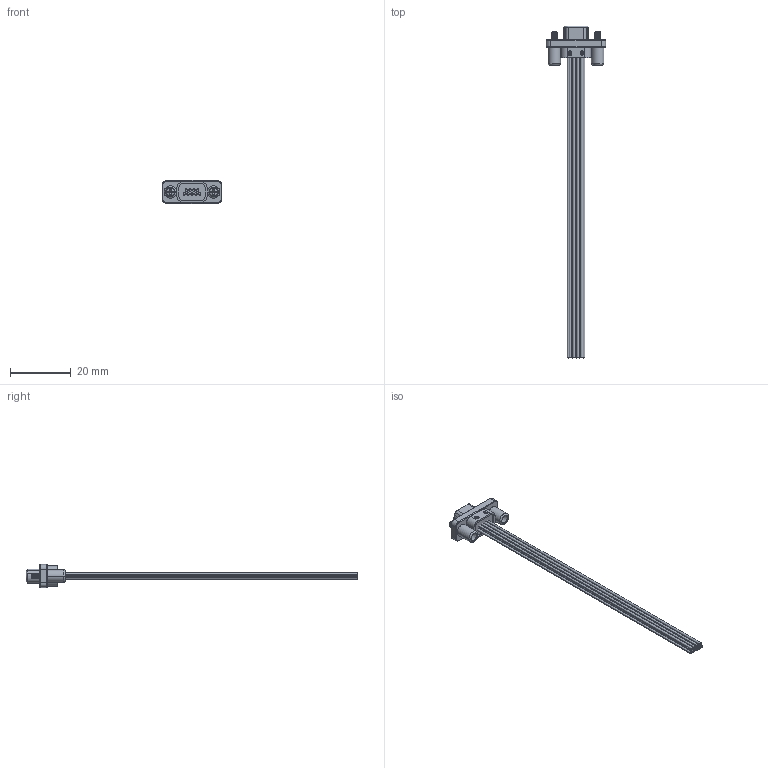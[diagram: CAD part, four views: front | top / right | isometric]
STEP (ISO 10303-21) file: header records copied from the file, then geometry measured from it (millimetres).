
FILE_DESCRIPTION((''),'2;1');
FILE_NAME('MD09_ASM','2023-08-16T',('tangyaping'),(''),'PRO/ENGINEER BY PARAMETRIC TECHNOLOGY CORPORATION, 2010280','PRO/ENGINEER BY PARAMETRIC TECHNOLOGY CORPORATION, 2010280','');
FILE_SCHEMA(('CONFIG_CONTROL_DESIGN'));
Length unit declared in the file: millimetre
Products named in the file (7): 6; 3; 5; 4; LUOSISHELL; LUOS; MD09_ASM
Assembly tree (8 placements, depth 2):
  MD09_ASM
    6
    3
    5
    4
    LUOSISHELL  x2
    LUOS  x2
Bounding box: 19.6 x 109.5 x 7.6 mm (x, y, z)
Volume: 1244.7 mm3; surface area: 4011 mm2
Topology: 24 solids, 24 shells, 621 faces, 1553 edges, 995 vertices
Faces by surface type: plane 301, cylinder 222, bspline 44, torus 24, sphere 22, cone 8
Entity records: 19516 total; most frequent: CARTESIAN_POINT 7355, ORIENTED_EDGE 2490, DIRECTION 2441, EDGE_CURVE 1245, AXIS2_PLACEMENT_3D 820, VERTEX_POINT 809, VECTOR 801, LINE 801
